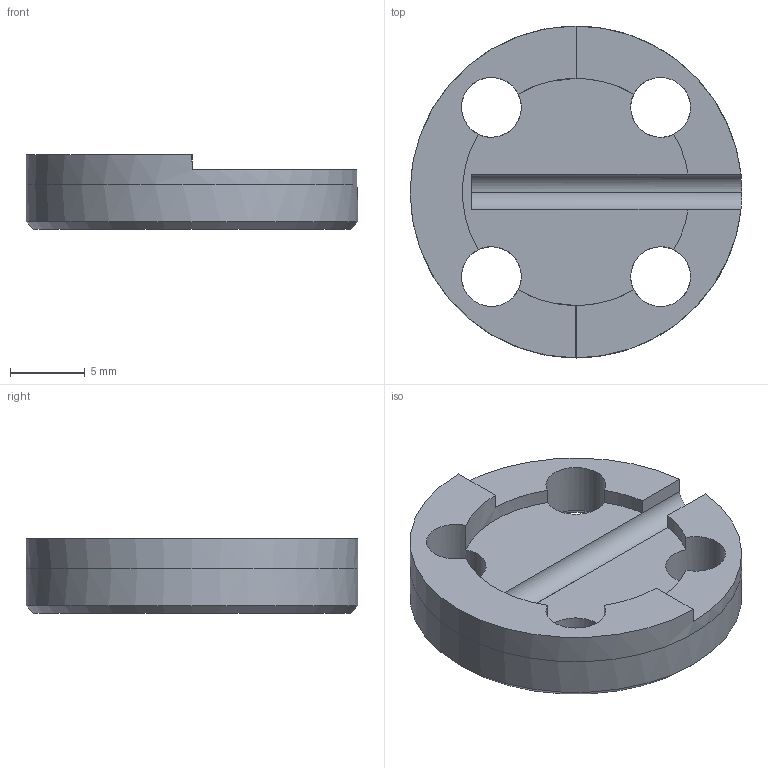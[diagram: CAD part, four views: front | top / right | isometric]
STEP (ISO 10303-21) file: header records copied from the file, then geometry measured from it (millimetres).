
FILE_DESCRIPTION(('FreeCAD Model'),'2;1');
FILE_NAME('Open CASCADE Shape Model','2022-10-02T10:39:33',('Author'),( ''),'Open CASCADE STEP processor 7.5','FreeCAD','Unknown');
FILE_SCHEMA(('AUTOMOTIVE_DESIGN { 1 0 10303 214 1 1 1 1 }'));
Length unit declared in the file: millimetre
Products named in the file (1): Werkzeug
Bounding box: 22.2 x 22.2 x 5 mm (x, y, z)
Volume: 1204.9 mm3; surface area: 1232.3 mm2
Topology: 1 solids, 1 shells, 28 faces, 81 edges, 51 vertices
Faces by surface type: cylinder 13, plane 10, cone 5
Full cylindrical faces by diameter (mm): 4 x4, 22.2 x1
Entity records: 2084 total; most frequent: CARTESIAN_POINT 543, DIRECTION 269, ORIENTED_EDGE 162, PCURVE 162, DEFINITIONAL_REPRESENTATION 162, LINE 110, VECTOR 110, EDGE_CURVE 81
